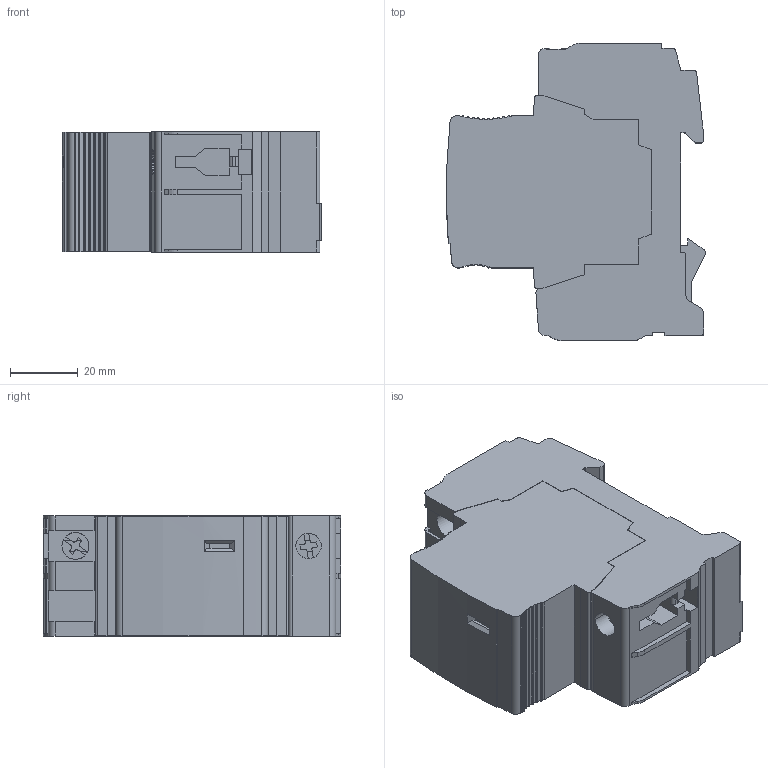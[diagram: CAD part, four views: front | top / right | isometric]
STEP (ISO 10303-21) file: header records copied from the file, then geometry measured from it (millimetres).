
FILE_DESCRIPTION((''),'2;1');
FILE_NAME('B80001530','2017-03-03T',('FRJEGUI'),(''),'CREO PARAMETRIC BY PTC INC, 2016380','CREO PARAMETRIC BY PTC INC, 2016380','');
FILE_SCHEMA(('CONFIG_CONTROL_DESIGN'));
Length unit declared in the file: millimetre
Products named in the file (1): B80001530
Bounding box: 76.67 x 88 x 35.6 mm (x, y, z)
Volume: 172732.3 mm3; surface area: 25654.1 mm2
Topology: 1 solids, 1 shells, 385 faces, 1138 edges, 754 vertices
Faces by surface type: plane 286, cylinder 97, cone 2
Entity records: 12858 total; most frequent: CARTESIAN_POINT 2337, ORIENTED_EDGE 2276, DIRECTION 2106, EDGE_CURVE 1138, VECTOR 928, LINE 928, VERTEX_POINT 754, AXIS2_PLACEMENT_3D 589
